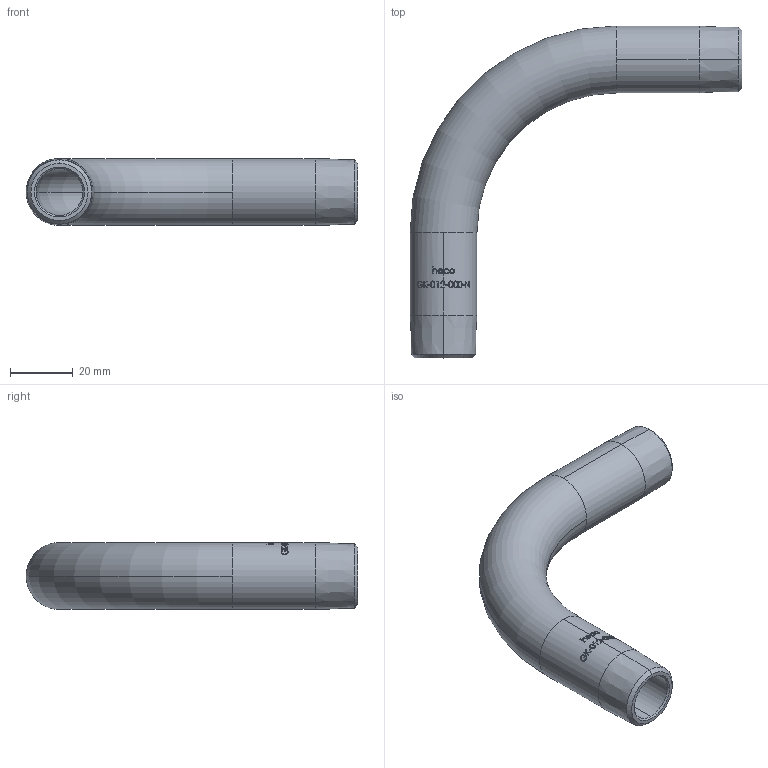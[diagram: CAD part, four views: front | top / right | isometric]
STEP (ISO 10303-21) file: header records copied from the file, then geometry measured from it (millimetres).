
FILE_DESCRIPTION (( 'STEP AP214' ), '1' );
FILE_NAME ('GK-012-000-N Gewindekrümmer.STEP', '2018-06-12T09:11:41', ( '' ), ( '' ), 'SwSTEP 2.0', 'SolidWorks 2016', '' );
FILE_SCHEMA (( 'AUTOMOTIVE_DESIGN' ));
Length unit declared in the file: millimetre
Products named in the file (1): GK-012-000-N Gewindekrümmer
Bounding box: 105.65 x 105.65 x 21.3 mm (x, y, z)
Volume: 29800.3 mm3; surface area: 19087.5 mm2
Topology: 1 solids, 1 shells, 201 faces, 524 edges, 346 vertices
Faces by surface type: bspline 99, plane 51, cylinder 35, cone 12, torus 4
Entity records: 19470 total; most frequent: CARTESIAN_POINT 13482, ORIENTED_EDGE 1048, EDGE_CURVE 524, DIRECTION 512, VERTEX_POINT 346, B_SPLINE_CURVE_WITH_KNOTS 318, EDGE_LOOP 224, AXIS2_PLACEMENT_3D 203
